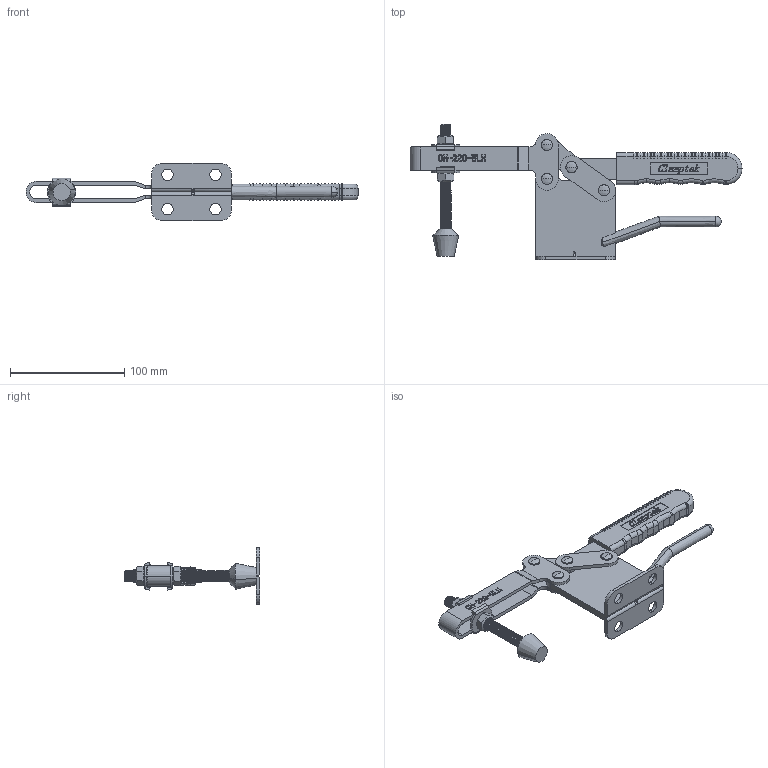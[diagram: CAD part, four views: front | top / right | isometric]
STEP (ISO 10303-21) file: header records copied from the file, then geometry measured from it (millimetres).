
FILE_DESCRIPTION (( 'STEP AP203' ), '1' );
FILE_NAME ('CH-220-WLH.STEP', '2011-05-17T06:24:35', ( '微软用户' ), ( '微软中国' ), 'SwSTEP 2.0', 'SolidWorks 2010', '' );
FILE_SCHEMA (( 'CONFIG_CONTROL_DESIGN' ));
Products named in the file (10): 220-WLH-02; FW380; 38312-01; 38412; CH-220-WLH; 220-WLH-01-05_默认<按加工>; 200-W-03; 200-W-04; 200-W-06; 200-W-05
Assembly tree (15 placements, depth 2):
  CH-220-WLH
    200-W-06
    200-W-04  x2
    200-W-05  x4
    FW380  x2
    200-W-03
    38312-01  x2
    220-WLH-02
    38412
    220-WLH-01-05_默认<按加工>
Bounding box: 291.02 x 119 x 50 mm (x, y, z)
Volume: 135361.4 mm3; surface area: 75588.2 mm2
Topology: 15 solids, 16 shells, 1612 faces, 4259 edges, 2731 vertices
Faces by surface type: plane 612, cylinder 475, bspline 342, torus 112, cone 55, sphere 16
Entity records: 81658 total; most frequent: CARTESIAN_POINT 46197, ORIENTED_EDGE 7904, DIRECTION 5959, EDGE_CURVE 3952, VERTEX_POINT 2543, VECTOR 2215, LINE 2215, AXIS2_PLACEMENT_3D 1872
